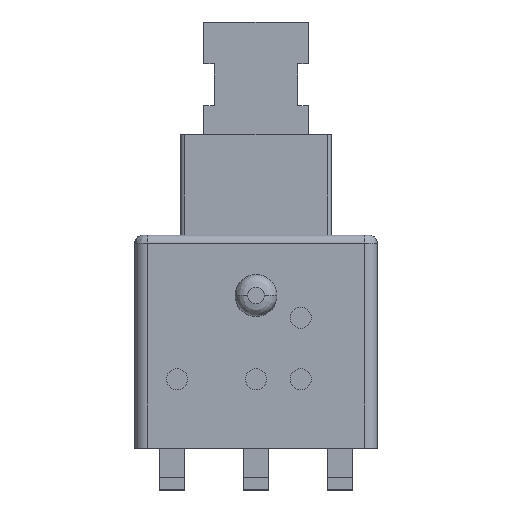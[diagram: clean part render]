
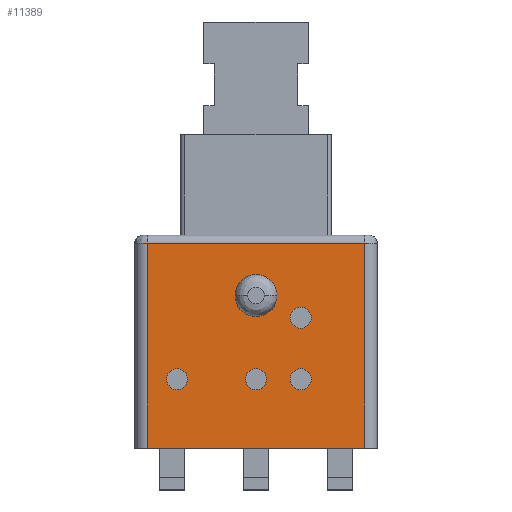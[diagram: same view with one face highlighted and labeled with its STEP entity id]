
A CAD part, top view. The second image highlights one B-rep face of the part: STEP entity #11389.
In plain terms, the highlighted planar face has unit normal (0, 0, 1).
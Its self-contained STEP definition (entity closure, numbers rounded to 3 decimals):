
#62=DIRECTION('',(1.,0.,0.));
#63=VECTOR('',#62,5.2);
#64=CARTESIAN_POINT('',(-2.6,0.,2.9));
#65=LINE('',#64,#63);
#2776=DIRECTION('',(1.,0.,0.));
#2777=VECTOR('',#2776,5.2);
#2778=CARTESIAN_POINT('',(-2.6,4.9,2.9));
#2779=LINE('',#2778,#2777);
#2780=DIRECTION('',(0.,-1.,0.));
#2781=VECTOR('',#2780,4.9);
#2782=CARTESIAN_POINT('',(2.6,4.9,2.9));
#2783=LINE('',#2782,#2781);
#2784=DIRECTION('',(0.,-1.,0.));
#2785=VECTOR('',#2784,4.9);
#2786=CARTESIAN_POINT('',(-2.6,4.9,2.9));
#2787=LINE('',#2786,#2785);
#2788=CARTESIAN_POINT('',(1.07,3.12,2.9));
#2789=DIRECTION('',(0.,0.,1.));
#2790=DIRECTION('',(1.,0.,0.));
#2791=AXIS2_PLACEMENT_3D('',#2788,#2789,#2790);
#2793=CARTESIAN_POINT('',(1.07,3.12,2.9));
#2794=DIRECTION('',(0.,0.,1.));
#2795=DIRECTION('',(-1.,0.,0.));
#2796=AXIS2_PLACEMENT_3D('',#2793,#2794,#2795);
#2798=CARTESIAN_POINT('',(1.07,1.65,2.9));
#2799=DIRECTION('',(0.,0.,1.));
#2800=DIRECTION('',(1.,0.,0.));
#2801=AXIS2_PLACEMENT_3D('',#2798,#2799,#2800);
#2803=CARTESIAN_POINT('',(1.07,1.65,2.9));
#2804=DIRECTION('',(0.,0.,1.));
#2805=DIRECTION('',(-1.,0.,0.));
#2806=AXIS2_PLACEMENT_3D('',#2803,#2804,#2805);
#2808=CARTESIAN_POINT('',(-1.89,1.65,2.9));
#2809=DIRECTION('',(0.,0.,1.));
#2810=DIRECTION('',(1.,0.,0.));
#2811=AXIS2_PLACEMENT_3D('',#2808,#2809,#2810);
#2813=CARTESIAN_POINT('',(-1.89,1.65,2.9));
#2814=DIRECTION('',(0.,0.,1.));
#2815=DIRECTION('',(-1.,0.,0.));
#2816=AXIS2_PLACEMENT_3D('',#2813,#2814,#2815);
#2818=CARTESIAN_POINT('',(0.,1.65,2.9));
#2819=DIRECTION('',(0.,0.,1.));
#2820=DIRECTION('',(1.,0.,0.));
#2821=AXIS2_PLACEMENT_3D('',#2818,#2819,#2820);
#2823=CARTESIAN_POINT('',(0.,1.65,2.9));
#2824=DIRECTION('',(0.,0.,1.));
#2825=DIRECTION('',(-1.,0.,0.));
#2826=AXIS2_PLACEMENT_3D('',#2823,#2824,#2825);
#2828=CARTESIAN_POINT('',(0.,3.65,2.9));
#2829=DIRECTION('',(0.,0.,1.));
#2830=DIRECTION('',(1.,0.,0.));
#2831=AXIS2_PLACEMENT_3D('',#2828,#2829,#2830);
#2833=CARTESIAN_POINT('',(0.,3.65,2.9));
#2834=DIRECTION('',(0.,0.,1.));
#2835=DIRECTION('',(-1.,0.,0.));
#2836=AXIS2_PLACEMENT_3D('',#2833,#2834,#2835);
#6628=CARTESIAN_POINT('',(2.6,0.,2.9));
#6630=VERTEX_POINT('',#6628);
#6635=CARTESIAN_POINT('',(-2.6,0.,2.9));
#6637=VERTEX_POINT('',#6635);
#6644=CARTESIAN_POINT('',(-2.6,4.9,2.9));
#6646=VERTEX_POINT('',#6644);
#6651=CARTESIAN_POINT('',(2.6,4.9,2.9));
#6652=VERTEX_POINT('',#6651);
#6863=CARTESIAN_POINT('',(1.32,3.12,2.9));
#6864=CARTESIAN_POINT('',(0.82,3.12,2.9));
#6865=VERTEX_POINT('',#6863);
#6866=VERTEX_POINT('',#6864);
#6867=CARTESIAN_POINT('',(1.32,1.65,2.9));
#6868=CARTESIAN_POINT('',(0.82,1.65,2.9));
#6869=VERTEX_POINT('',#6867);
#6870=VERTEX_POINT('',#6868);
#6871=CARTESIAN_POINT('',(-1.64,1.65,2.9));
#6872=CARTESIAN_POINT('',(-2.14,1.65,2.9));
#6873=VERTEX_POINT('',#6871);
#6874=VERTEX_POINT('',#6872);
#7059=CARTESIAN_POINT('',(0.25,1.65,2.9));
#7060=CARTESIAN_POINT('',(-0.25,1.65,2.9));
#7061=VERTEX_POINT('',#7059);
#7062=VERTEX_POINT('',#7060);
#7071=CARTESIAN_POINT('',(0.5,3.65,2.9));
#7072=CARTESIAN_POINT('',(-0.5,3.65,2.9));
#7073=VERTEX_POINT('',#7071);
#7074=VERTEX_POINT('',#7072);
#11347=CARTESIAN_POINT('',(-2.9,0.,2.9));
#11348=DIRECTION('',(0.,0.,1.));
#11349=DIRECTION('',(1.,0.,0.));
#11350=AXIS2_PLACEMENT_3D('',#11347,#11348,#11349);
#11351=PLANE('',#11350);
#11352=ORIENTED_EDGE('',*,*,#10583,.T.);
#11353=ORIENTED_EDGE('',*,*,#10625,.T.);
#11354=ORIENTED_EDGE('',*,*,#8808,.F.);
#11356=ORIENTED_EDGE('',*,*,#11355,.F.);
#11357=EDGE_LOOP('',(#11352,#11353,#11354,#11356));
#11358=FACE_OUTER_BOUND('',#11357,.F.);
#11360=ORIENTED_EDGE('',*,*,#11359,.T.);
#11362=ORIENTED_EDGE('',*,*,#11361,.T.);
#11363=EDGE_LOOP('',(#11360,#11362));
#11364=FACE_BOUND('',#11363,.F.);
#11366=ORIENTED_EDGE('',*,*,#11365,.T.);
#11368=ORIENTED_EDGE('',*,*,#11367,.T.);
#11369=EDGE_LOOP('',(#11366,#11368));
#11370=FACE_BOUND('',#11369,.F.);
#11372=ORIENTED_EDGE('',*,*,#11371,.T.);
#11374=ORIENTED_EDGE('',*,*,#11373,.T.);
#11375=EDGE_LOOP('',(#11372,#11374));
#11376=FACE_BOUND('',#11375,.F.);
#11378=ORIENTED_EDGE('',*,*,#11377,.T.);
#11380=ORIENTED_EDGE('',*,*,#11379,.T.);
#11381=EDGE_LOOP('',(#11378,#11380));
#11382=FACE_BOUND('',#11381,.F.);
#11384=ORIENTED_EDGE('',*,*,#11383,.T.);
#11386=ORIENTED_EDGE('',*,*,#11385,.T.);
#11387=EDGE_LOOP('',(#11384,#11386));
#11388=FACE_BOUND('',#11387,.F.);
#2792=CIRCLE('',#2791,0.25);
#2797=CIRCLE('',#2796,0.25);
#2802=CIRCLE('',#2801,0.25);
#2807=CIRCLE('',#2806,0.25);
#2812=CIRCLE('',#2811,0.25);
#2817=CIRCLE('',#2816,0.25);
#2822=CIRCLE('',#2821,0.25);
#2827=CIRCLE('',#2826,0.25);
#2832=CIRCLE('',#2831,0.5);
#2837=CIRCLE('',#2836,0.5);
#8808=EDGE_CURVE('',#6637,#6630,#65,.T.);
#10583=EDGE_CURVE('',#6646,#6652,#2779,.T.);
#10625=EDGE_CURVE('',#6652,#6630,#2783,.T.);
#11355=EDGE_CURVE('',#6646,#6637,#2787,.T.);
#11359=EDGE_CURVE('',#6865,#6866,#2792,.T.);
#11361=EDGE_CURVE('',#6866,#6865,#2797,.T.);
#11365=EDGE_CURVE('',#6869,#6870,#2802,.T.);
#11367=EDGE_CURVE('',#6870,#6869,#2807,.T.);
#11371=EDGE_CURVE('',#6873,#6874,#2812,.T.);
#11373=EDGE_CURVE('',#6874,#6873,#2817,.T.);
#11377=EDGE_CURVE('',#7061,#7062,#2822,.T.);
#11379=EDGE_CURVE('',#7062,#7061,#2827,.T.);
#11383=EDGE_CURVE('',#7073,#7074,#2832,.T.);
#11385=EDGE_CURVE('',#7074,#7073,#2837,.T.);
#11389=ADVANCED_FACE('',(#11358,#11364,#11370,#11376,#11382,#11388),#11351,.T.);
